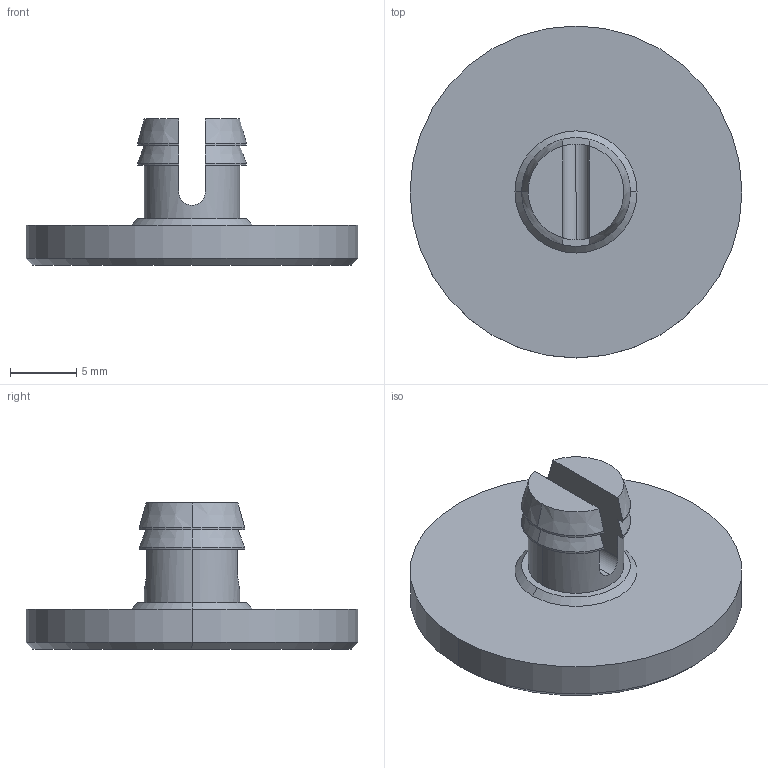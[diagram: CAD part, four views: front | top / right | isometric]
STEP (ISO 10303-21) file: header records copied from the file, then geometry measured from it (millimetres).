
FILE_DESCRIPTION (( 'STEP AP214' ), '1' );
FILE_NAME ('BruyRubio_TP-551x25.STEP', '2019-12-19T16:36:37', ( '' ), ( '' ), 'SwSTEP 2.0', 'SolidWorks 2017', '' );
FILE_SCHEMA (( 'AUTOMOTIVE_DESIGN' ));
Length unit declared in the file: millimetre
Products named in the file (1): BruyRubio_TP-551x25
Bounding box: 25 x 25 x 11 mm (x, y, z)
Volume: 1727.4 mm3; surface area: 1461.1 mm2
Topology: 1 solids, 1 shells, 33 faces, 83 edges, 54 vertices
Faces by surface type: cylinder 12, plane 11, cone 10
Entity records: 1428 total; most frequent: CARTESIAN_POINT 227, DIRECTION 173, ORIENTED_EDGE 166, EDGE_CURVE 83, AXIS2_PLACEMENT_3D 68, VERTEX_POINT 54, LINE 37, VECTOR 37
